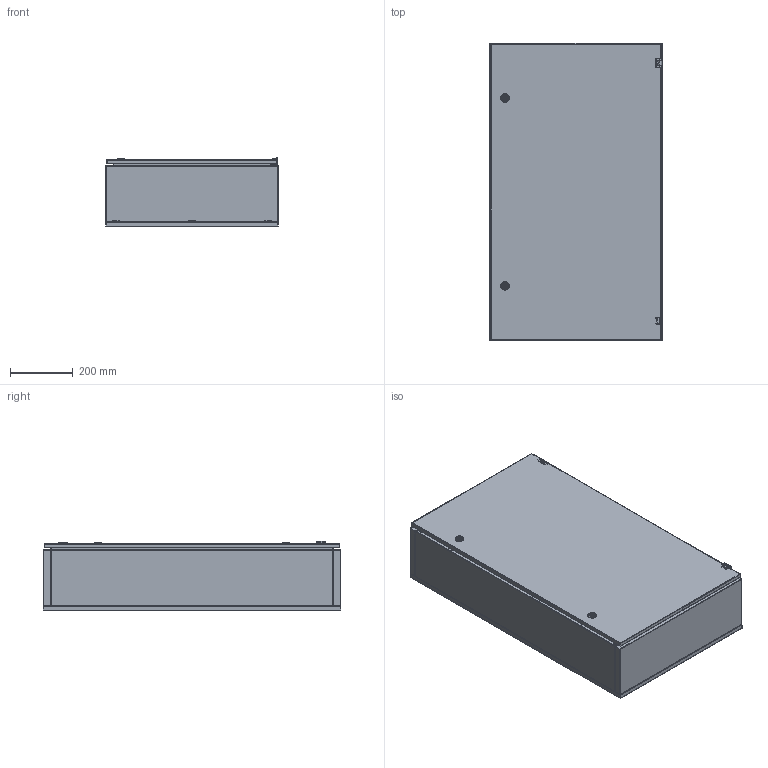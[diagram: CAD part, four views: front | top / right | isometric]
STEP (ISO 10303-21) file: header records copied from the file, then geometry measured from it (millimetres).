
FILE_DESCRIPTION (( 'STEP AP214' ), '1' );
FILE_NAME ('EKO-952.STEP', '2017-06-22T14:42:35', ( '' ), ( '' ), 'SwSTEP 2.0', 'SolidWorks 2017', '' );
FILE_SCHEMA (( 'AUTOMOTIVE_DESIGN' ));
Length unit declared in the file: millimetre
Products named in the file (1): EKO-952
Bounding box: 550 x 950 x 220.88 mm (x, y, z)
Volume: 2087468.9 mm3; surface area: 4119507.3 mm2
Topology: 61 solids, 61 shells, 2930 faces, 7174 edges, 4401 vertices
Faces by surface type: plane 1398, cylinder 920, cone 284, bspline 172, torus 132, sphere 24
Entity records: 99872 total; most frequent: CARTESIAN_POINT 30447, ORIENTED_EDGE 14288, DIRECTION 13890, EDGE_CURVE 7144, AXIS2_PLACEMENT_3D 4877, VERTEX_POINT 4401, LINE 4136, VECTOR 4136
